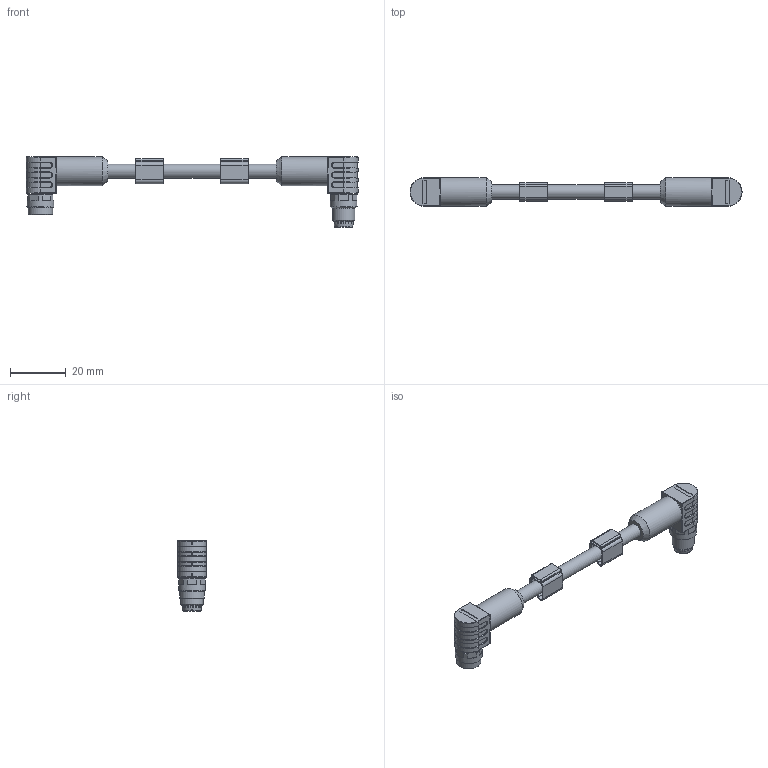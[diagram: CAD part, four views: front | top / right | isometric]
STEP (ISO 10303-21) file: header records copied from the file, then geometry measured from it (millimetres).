
FILE_DESCRIPTION(/* description */ (''),/* implementation_level */ '2;1');
FILE_NAME(/* name */ 'AL-SWKPS8-m-AL-SWSPS8_S370.stp',/* time_stamp */ '2023-05-31T09:46:25+02:00',/* author */ ('ESCHA GmbH & Co. KG'),/* organization */ ('ESCHA GmbH & Co. KG'),/* preprocessor_version */ 'ST-DEVELOPER v16',/* originating_system */ 'SIEMENS PLM Software NX 10.0',/* authorisation */ '');
FILE_SCHEMA (('AUTOMOTIVE_DESIGN { 1 0 10303 214 3 1 1 1 }'));
Length unit declared in the file: millimetre
Products named in the file (1): 5029901__Umspritzung_part_320636
Bounding box: 119.1 x 10.3 x 25.2 mm (x, y, z)
Volume: 8072.2 mm3; surface area: 5831.5 mm2
Topology: 1 solids, 3 shells, 570 faces, 1399 edges, 844 vertices
Faces by surface type: cylinder 235, plane 159, torus 103, bspline 36, cone 29, sphere 8
Full cylindrical faces by diameter (mm): 0.6 x8, 0.7 x8, 2 x2, 5.1 x1, 5.8 x1, 6.5 x2, 6.9 x1, 7.2 x1, 8 x1, 8.8 x1, 9.6 x2, 10.3 x2
Entity records: 16732 total; most frequent: CARTESIAN_POINT 3748, DIRECTION 2954, ORIENTED_EDGE 2532, EDGE_CURVE 1266, AXIS2_PLACEMENT_3D 1238, VERTEX_POINT 794, CIRCLE 703, EDGE_LOOP 662
